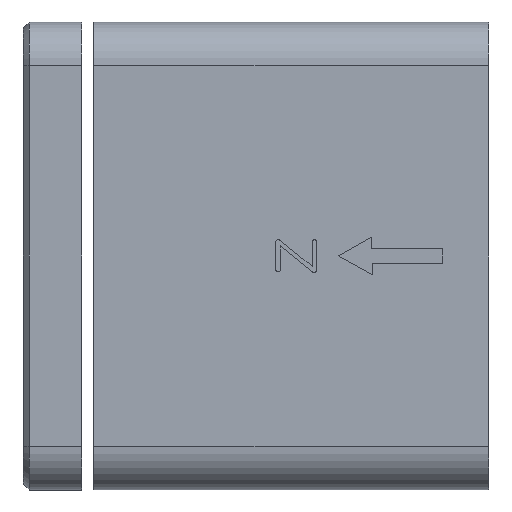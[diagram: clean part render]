
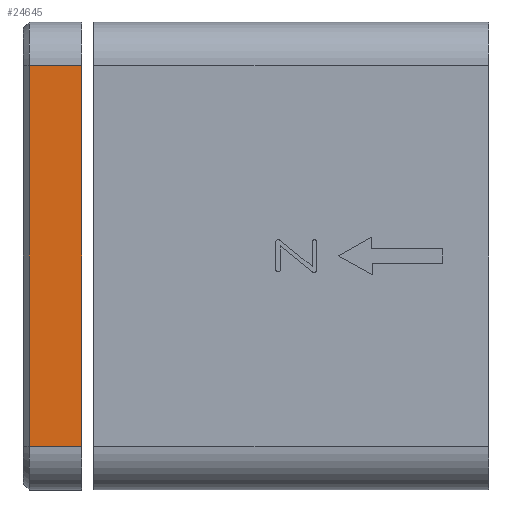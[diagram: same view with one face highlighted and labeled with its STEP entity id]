
A CAD part, left-side view. The second image highlights one B-rep face of the part: STEP entity #24645.
In plain terms, the highlighted planar face has unit normal (-1, 0, 0).
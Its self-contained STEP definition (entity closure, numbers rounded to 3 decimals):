
#111 = LINE ( 'NONE', #3723, #33858 ) ;
#226 = CARTESIAN_POINT ( 'NONE',  ( -8., 15.649, -6.5 ) ) ;
#689 = DIRECTION ( 'NONE',  ( 0., -1., 0. ) ) ;
#2034 = VERTEX_POINT ( 'NONE', #27973 ) ;
#2494 = EDGE_CURVE ( 'NONE', #20621, #44618, #25965, .T. ) ;
#3723 = CARTESIAN_POINT ( 'NONE',  ( -8., 15.649, 6.5 ) ) ;
#4288 = VECTOR ( 'NONE', #5254, 1000. ) ;
#4405 = ORIENTED_EDGE ( 'NONE', *, *, #28982, .T. ) ;
#5033 = ORIENTED_EDGE ( 'NONE', *, *, #25418, .T. ) ;
#5254 = DIRECTION ( 'NONE',  ( 0., 0., 1. ) ) ;
#11280 = CARTESIAN_POINT ( 'NONE',  ( -8., 15.449, -6.5 ) ) ;
#12236 = FACE_OUTER_BOUND ( 'NONE', #42477, .T. ) ;
#15175 = CARTESIAN_POINT ( 'NONE',  ( -8., 15.449, -6.5 ) ) ;
#17842 = CARTESIAN_POINT ( 'NONE',  ( -8., 15.449, 6.5 ) ) ;
#17945 = ORIENTED_EDGE ( 'NONE', *, *, #21829, .T. ) ;
#19231 = VECTOR ( 'NONE', #689, 1000. ) ;
#19643 = ORIENTED_EDGE ( 'NONE', *, *, #2494, .T. ) ;
#20047 = LINE ( 'NONE', #38072, #4288 ) ;
#20621 = VERTEX_POINT ( 'NONE', #17842 ) ;
#21829 = EDGE_CURVE ( 'NONE', #2034, #20621, #111, .T. ) ;
#22357 = DIRECTION ( 'NONE',  ( 0., 0., -1. ) ) ;
#24520 = VECTOR ( 'NONE', #22357, 1000. ) ;
#24645 = ADVANCED_FACE ( 'NONE', ( #12236 ), #30234, .F. ) ;
#25418 = EDGE_CURVE ( 'NONE', #29020, #2034, #20047, .T. ) ;
#25965 = LINE ( 'NONE', #15175, #24520 ) ;
#26754 = CARTESIAN_POINT ( 'NONE',  ( -8., 13.649, -6.5 ) ) ;
#27973 = CARTESIAN_POINT ( 'NONE',  ( -8., 13.649, 6.5 ) ) ;
#28982 = EDGE_CURVE ( 'NONE', #44618, #29020, #40460, .T. ) ;
#29020 = VERTEX_POINT ( 'NONE', #26754 ) ;
#30234 = PLANE ( 'NONE',  #45630 ) ;
#30698 = DIRECTION ( 'NONE',  ( 1., 0., 0. ) ) ;
#33858 = VECTOR ( 'NONE', #35794, 1000. ) ;
#34530 = CARTESIAN_POINT ( 'NONE',  ( -8., 15.649, -8. ) ) ;
#35794 = DIRECTION ( 'NONE',  ( 0., 1., 0. ) ) ;
#38072 = CARTESIAN_POINT ( 'NONE',  ( -8., 13.649, -8. ) ) ;
#38390 = DIRECTION ( 'NONE',  ( 0., -1., 0. ) ) ;
#40460 = LINE ( 'NONE', #226, #19231 ) ;
#42477 = EDGE_LOOP ( 'NONE', ( #17945, #19643, #4405, #5033 ) ) ;
#44618 = VERTEX_POINT ( 'NONE', #11280 ) ;
#45630 = AXIS2_PLACEMENT_3D ( 'NONE', #34530, #30698, #38390 ) ;
